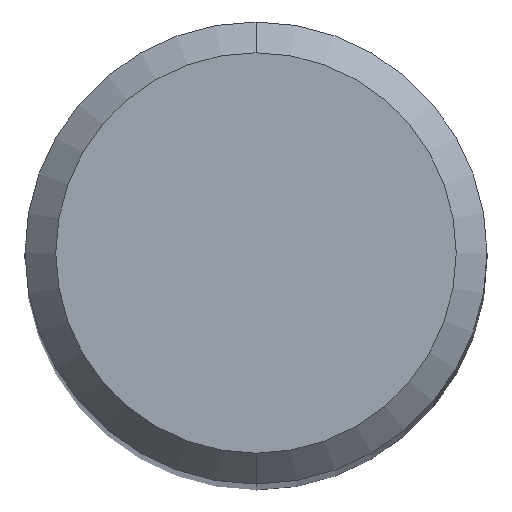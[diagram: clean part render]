
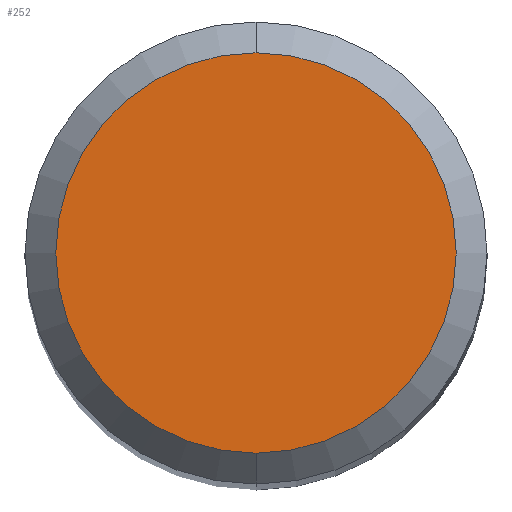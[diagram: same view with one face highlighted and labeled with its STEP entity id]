
A CAD part, top view. The second image highlights one B-rep face of the part: STEP entity #252.
In plain terms, the highlighted planar face has unit normal (0, 0, 1).
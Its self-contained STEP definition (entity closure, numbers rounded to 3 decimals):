
#230=EDGE_CURVE('',#330,#400,#543,.T.);
#252=ADVANCED_FACE('',(#567),#568,.T.);
#264=EDGE_CURVE('',#400,#330,#582,.T.);
#330=VERTEX_POINT('',#658);
#400=VERTEX_POINT('',#737);
#543=CIRCLE('',#934,2.6);
#567=FACE_OUTER_BOUND('',#971,.T.);
#568=PLANE('',#972);
#582=CIRCLE('',#987,2.6);
#658=CARTESIAN_POINT('',(0.,-2.6,0.0));
#737=CARTESIAN_POINT('',(0.0,2.6,0.0));
#934=AXIS2_PLACEMENT_3D('',#1504,#1505,#1506);
#971=EDGE_LOOP('',(#1519,#1520));
#972=AXIS2_PLACEMENT_3D('',#1521,#1522,#1523);
#987=AXIS2_PLACEMENT_3D('',#1548,#1549,#1550);
#1504=CARTESIAN_POINT('',(0.0,0.0,0.0));
#1505=DIRECTION('',(0.0,0.0,-1.0));
#1506=DIRECTION('',(0.0,1.0,0.0));
#1519=ORIENTED_EDGE('',*,*,#264,.F.);
#1520=ORIENTED_EDGE('',*,*,#230,.F.);
#1521=CARTESIAN_POINT('',(0.0,1.3,0.0));
#1522=DIRECTION('',(-0.0,0.0,1.0));
#1523=DIRECTION('',(0.0,-1.0,0.0));
#1548=CARTESIAN_POINT('',(0.0,0.0,0.0));
#1549=DIRECTION('',(0.0,0.0,-1.0));
#1550=DIRECTION('',(0.0,1.0,0.0));
